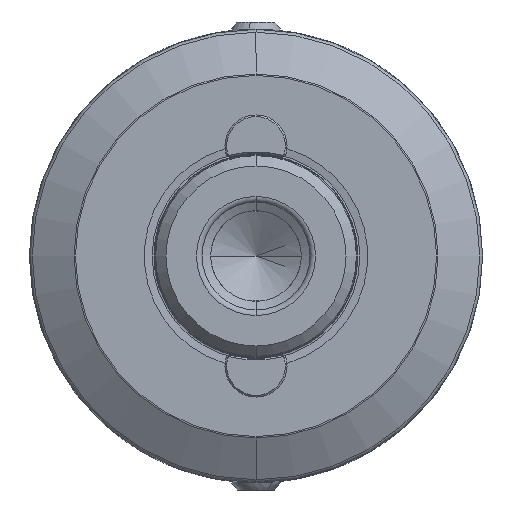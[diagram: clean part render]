
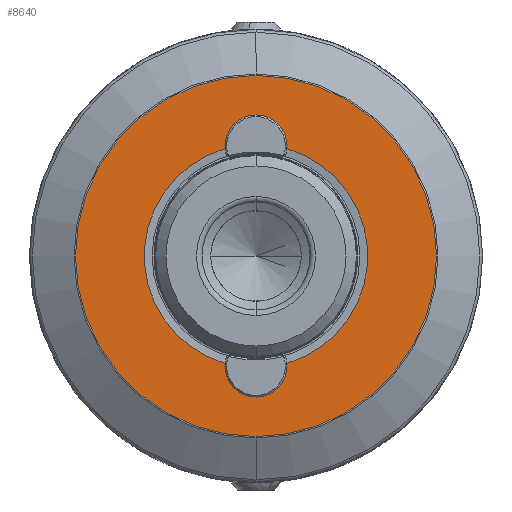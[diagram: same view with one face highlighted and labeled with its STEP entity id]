
A CAD part, left-side view. The second image highlights one B-rep face of the part: STEP entity #8640.
In plain terms, the highlighted planar face has unit normal (-1, 0, 0).
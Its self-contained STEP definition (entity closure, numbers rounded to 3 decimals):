
#139 = AXIS2_PLACEMENT_3D ( 'NONE', #2008, #6219, #577 ) ;
#187 = AXIS2_PLACEMENT_3D ( 'NONE', #2246, #8127, #3070 ) ;
#400 = CIRCLE ( 'NONE', #5541, 31.866 ) ;
#577 = DIRECTION ( 'NONE',  ( 0., 0., 1. ) ) ;
#783 = CARTESIAN_POINT ( 'NONE',  ( 0., 0., 24.5 ) ) ;
#858 = EDGE_CURVE ( 'NONE', #10462, #3159, #8898, .T. ) ;
#961 = DIRECTION ( 'NONE',  ( 1., 0., 0. ) ) ;
#988 = ORIENTED_EDGE ( 'NONE', *, *, #8734, .T. ) ;
#1080 = CARTESIAN_POINT ( 'NONE',  ( 0., 2.305, -19.58 ) ) ;
#1392 = CARTESIAN_POINT ( 'NONE',  ( 0., 0., -31.866 ) ) ;
#2008 = CARTESIAN_POINT ( 'NONE',  ( 0., 0., 0. ) ) ;
#2246 = CARTESIAN_POINT ( 'NONE',  ( 0., 0., 0. ) ) ;
#2385 = ORIENTED_EDGE ( 'NONE', *, *, #3986, .F. ) ;
#2398 = AXIS2_PLACEMENT_3D ( 'NONE', #3565, #9448, #4402 ) ;
#2763 = ORIENTED_EDGE ( 'NONE', *, *, #6487, .F. ) ;
#2988 = CARTESIAN_POINT ( 'NONE',  ( 0., 0., 21.5 ) ) ;
#3070 = DIRECTION ( 'NONE',  ( 0., 0., 1. ) ) ;
#3159 = VERTEX_POINT ( 'NONE', #1080 ) ;
#3233 = VERTEX_POINT ( 'NONE', #5503 ) ;
#3290 = EDGE_CURVE ( 'NONE', #8940, #3500, #400, .T. ) ;
#3360 = CARTESIAN_POINT ( 'NONE',  ( 0., 0., 21.5 ) ) ;
#3459 = EDGE_CURVE ( 'NONE', #3604, #10462, #5756, .T. ) ;
#3500 = VERTEX_POINT ( 'NONE', #1392 ) ;
#3564 = DIRECTION ( 'NONE',  ( -1., 0., 0. ) ) ;
#3565 = CARTESIAN_POINT ( 'NONE',  ( 0., 0., 0. ) ) ;
#3604 = VERTEX_POINT ( 'NONE', #783 ) ;
#3642 = AXIS2_PLACEMENT_3D ( 'NONE', #2988, #8866, #3830 ) ;
#3676 = CARTESIAN_POINT ( 'NONE',  ( 0., 0., -21.5 ) ) ;
#3702 = CARTESIAN_POINT ( 'NONE',  ( 0., -2.305, -19.58 ) ) ;
#3830 = DIRECTION ( 'NONE',  ( 0., 0., 1. ) ) ;
#3986 = EDGE_CURVE ( 'NONE', #5021, #3233, #10641, .T. ) ;
#4195 = DIRECTION ( 'NONE',  ( 0., 0., 1. ) ) ;
#4201 = ORIENTED_EDGE ( 'NONE', *, *, #6365, .F. ) ;
#4209 = CIRCLE ( 'NONE', #2398, 31.866 ) ;
#4402 = DIRECTION ( 'NONE',  ( 0., 0., 1. ) ) ;
#4435 = ORIENTED_EDGE ( 'NONE', *, *, #10411, .F. ) ;
#4471 = FACE_OUTER_BOUND ( 'NONE', #8445, .T. ) ;
#4497 = DIRECTION ( 'NONE',  ( 0., 0., 1. ) ) ;
#4519 = CIRCLE ( 'NONE', #6352, 3. ) ;
#4659 = CIRCLE ( 'NONE', #10313, 3. ) ;
#4716 = CARTESIAN_POINT ( 'NONE',  ( 0., 0., 0. ) ) ;
#4736 = FACE_BOUND ( 'NONE', #9640, .T. ) ;
#5021 = VERTEX_POINT ( 'NONE', #3702 ) ;
#5193 = CIRCLE ( 'NONE', #6368, 3. ) ;
#5503 = CARTESIAN_POINT ( 'NONE',  ( 0., -2.305, 19.58 ) ) ;
#5533 = VERTEX_POINT ( 'NONE', #7223 ) ;
#5541 = AXIS2_PLACEMENT_3D ( 'NONE', #4716, #10619, #5563 ) ;
#5563 = DIRECTION ( 'NONE',  ( 0., 0., 1. ) ) ;
#5756 = CIRCLE ( 'NONE', #3642, 3. ) ;
#5963 = PLANE ( 'NONE',  #10488 ) ;
#6212 = ORIENTED_EDGE ( 'NONE', *, *, #858, .F. ) ;
#6219 = DIRECTION ( 'NONE',  ( -1., 0., 0. ) ) ;
#6352 = AXIS2_PLACEMENT_3D ( 'NONE', #3360, #9235, #4195 ) ;
#6365 = EDGE_CURVE ( 'NONE', #5533, #5021, #5193, .T. ) ;
#6368 = AXIS2_PLACEMENT_3D ( 'NONE', #8596, #3564, #9447 ) ;
#6487 = EDGE_CURVE ( 'NONE', #3159, #5533, #4659, .T. ) ;
#6813 = DIRECTION ( 'NONE',  ( 0., 0., -1. ) ) ;
#7223 = CARTESIAN_POINT ( 'NONE',  ( 0., 0., -24.5 ) ) ;
#7354 = ORIENTED_EDGE ( 'NONE', *, *, #3459, .F. ) ;
#8127 = DIRECTION ( 'NONE',  ( -1., 0., 0. ) ) ;
#8445 = EDGE_LOOP ( 'NONE', ( #9329, #988 ) ) ;
#8596 = CARTESIAN_POINT ( 'NONE',  ( 0., 0., -21.5 ) ) ;
#8640 = ADVANCED_FACE ( 'NONE', ( #4736, #4471 ), #5963, .F. ) ;
#8734 = EDGE_CURVE ( 'NONE', #3500, #8940, #4209, .T. ) ;
#8866 = DIRECTION ( 'NONE',  ( -1., 0., 0. ) ) ;
#8898 = CIRCLE ( 'NONE', #139, 19.715 ) ;
#8940 = VERTEX_POINT ( 'NONE', #10630 ) ;
#9235 = DIRECTION ( 'NONE',  ( -1., 0., 0. ) ) ;
#9301 = CARTESIAN_POINT ( 'NONE',  ( 0., 0., -19.715 ) ) ;
#9329 = ORIENTED_EDGE ( 'NONE', *, *, #3290, .T. ) ;
#9447 = DIRECTION ( 'NONE',  ( 0., 0., 1. ) ) ;
#9448 = DIRECTION ( 'NONE',  ( -1., 0., 0. ) ) ;
#9556 = DIRECTION ( 'NONE',  ( -1., 0., 0. ) ) ;
#9640 = EDGE_LOOP ( 'NONE', ( #6212, #7354, #4435, #2385, #4201, #2763 ) ) ;
#10163 = CARTESIAN_POINT ( 'NONE',  ( 0., 2.305, 19.58 ) ) ;
#10313 = AXIS2_PLACEMENT_3D ( 'NONE', #3676, #9556, #4497 ) ;
#10411 = EDGE_CURVE ( 'NONE', #3233, #3604, #4519, .T. ) ;
#10462 = VERTEX_POINT ( 'NONE', #10163 ) ;
#10488 = AXIS2_PLACEMENT_3D ( 'NONE', #9301, #961, #6813 ) ;
#10619 = DIRECTION ( 'NONE',  ( -1., 0., 0. ) ) ;
#10630 = CARTESIAN_POINT ( 'NONE',  ( 0., 0., 31.866 ) ) ;
#10641 = CIRCLE ( 'NONE', #187, 19.715 ) ;
